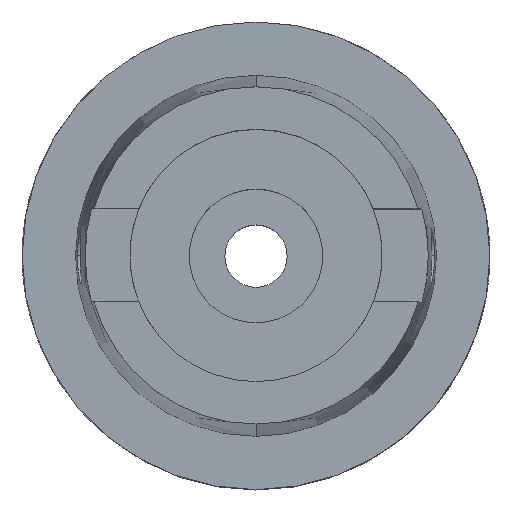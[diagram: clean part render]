
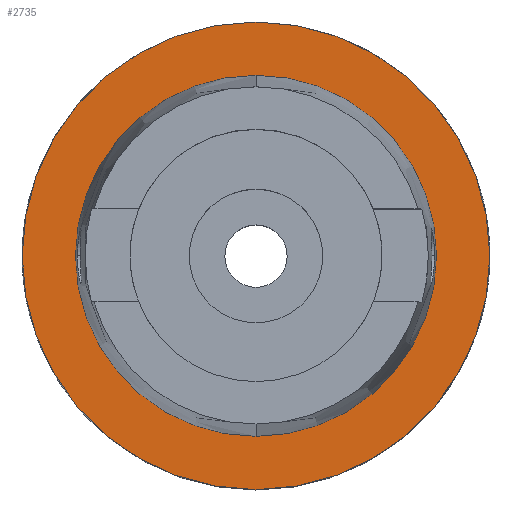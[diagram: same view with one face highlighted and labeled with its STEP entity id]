
A CAD part, top view. The second image highlights one B-rep face of the part: STEP entity #2735.
In plain terms, the highlighted planar face has unit normal (0, 0, 1).
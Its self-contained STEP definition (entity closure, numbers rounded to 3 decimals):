
#342=CARTESIAN_POINT('',(0.,0.,0.));
#343=DIRECTION('',(0.,0.,-1.));
#344=DIRECTION('',(0.,-1.,0.));
#345=AXIS2_PLACEMENT_3D('',#342,#343,#344);
#350=CARTESIAN_POINT('',(0.,0.,0.));
#351=DIRECTION('',(0.,0.,-1.));
#352=DIRECTION('',(0.,1.,0.));
#353=AXIS2_PLACEMENT_3D('',#350,#351,#352);
#358=CARTESIAN_POINT('',(0.,0.,0.));
#359=DIRECTION('',(0.,0.,1.));
#360=DIRECTION('',(0.,-1.,0.));
#361=AXIS2_PLACEMENT_3D('',#358,#359,#360);
#366=CARTESIAN_POINT('',(0.,0.,0.));
#367=DIRECTION('',(0.,0.,1.));
#368=DIRECTION('',(0.,1.,0.));
#369=AXIS2_PLACEMENT_3D('',#366,#367,#368);
#2209=CARTESIAN_POINT('',(0.,-24.315,0.));
#2210=VERTEX_POINT('',#2209);
#2211=CARTESIAN_POINT('',(0.,24.315,0.));
#2212=VERTEX_POINT('',#2211);
#2485=CARTESIAN_POINT('',(0.,31.5,0.));
#2486=VERTEX_POINT('',#2485);
#2487=CARTESIAN_POINT('',(0.,-31.5,0.));
#2488=VERTEX_POINT('',#2487);
#2720=CARTESIAN_POINT('',(0.,0.,0.));
#2721=DIRECTION('',(0.,0.,1.));
#2722=DIRECTION('',(0.,1.,0.));
#2723=AXIS2_PLACEMENT_3D('',#2720,#2721,#2722);
#2724=PLANE('',#2723);
#2726=ORIENTED_EDGE('',*,*,#2725,.T.);
#2728=ORIENTED_EDGE('',*,*,#2727,.T.);
#2729=EDGE_LOOP('',(#2726,#2728));
#2730=FACE_OUTER_BOUND('',#2729,.F.);
#2731=ORIENTED_EDGE('',*,*,#2707,.T.);
#2732=ORIENTED_EDGE('',*,*,#2683,.T.);
#2733=EDGE_LOOP('',(#2731,#2732));
#2734=FACE_BOUND('',#2733,.F.);
#346=CIRCLE('',#345,31.5);
#354=CIRCLE('',#353,31.5);
#362=CIRCLE('',#361,24.315);
#370=CIRCLE('',#369,24.315);
#2683=EDGE_CURVE('',#2212,#2210,#370,.T.);
#2707=EDGE_CURVE('',#2210,#2212,#362,.T.);
#2725=EDGE_CURVE('',#2488,#2486,#346,.T.);
#2727=EDGE_CURVE('',#2486,#2488,#354,.T.);
#2735=ADVANCED_FACE('',(#2730,#2734),#2724,.T.);
